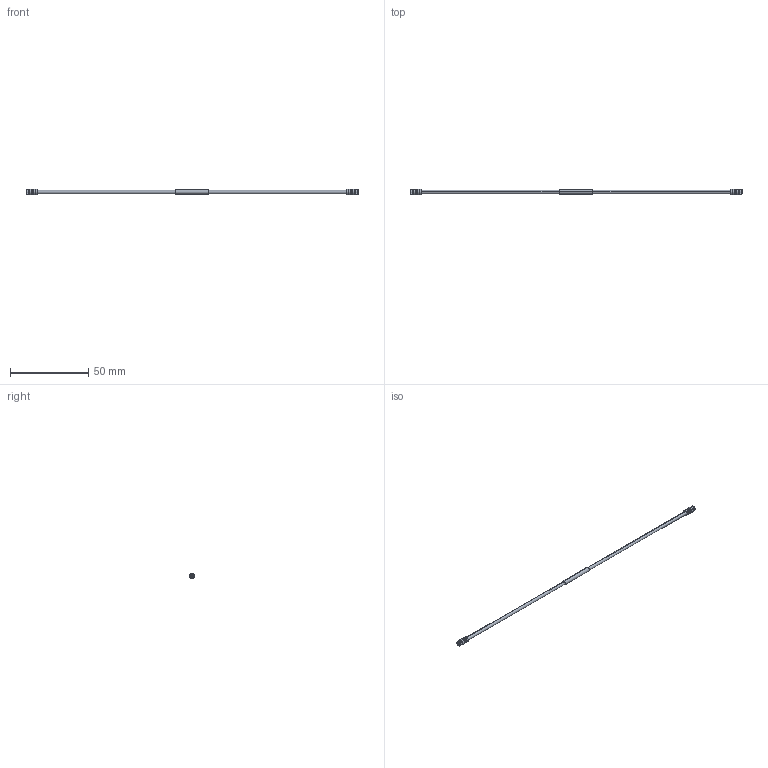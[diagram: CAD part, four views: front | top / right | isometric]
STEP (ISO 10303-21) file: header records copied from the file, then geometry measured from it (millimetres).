
FILE_DESCRIPTION (( 'STEP AP214' ), '1' );
FILE_NAME ('FMCA100397_3D.step', '2025-09-05T22:29:51', ( '' ), ( '' ), 'SwSTEP 2.0', 'SolidWorks 2022', '' );
FILE_SCHEMA (( 'AUTOMOTIVE_DESIGN' ));
Length unit declared in the file: inch
Products named in the file (3): PE-SR405-NM^FMCA100397_WITH LABEL; FMCA100397_3D; PE517814
Assembly tree (3 placements, depth 2):
  FMCA100397_3D
    PE-SR405-NM^FMCA100397_WITH LABEL
    PE517814  x2
Bounding box: 212.34 x 3.53 x 3.53 mm (x, y, z)
Volume: 902.6 mm3; surface area: 1733.6 mm2
Topology: 3 solids, 3 shells, 196 faces, 514 edges, 356 vertices
Faces by surface type: cylinder 68, plane 60, cone 44, bspline 24
Entity records: 3948 total; most frequent: CARTESIAN_POINT 1347, ORIENTED_EDGE 532, DIRECTION 454, EDGE_CURVE 266, AXIS2_PLACEMENT_3D 195, VERTEX_POINT 184, EDGE_LOOP 120, FACE_OUTER_BOUND 103
